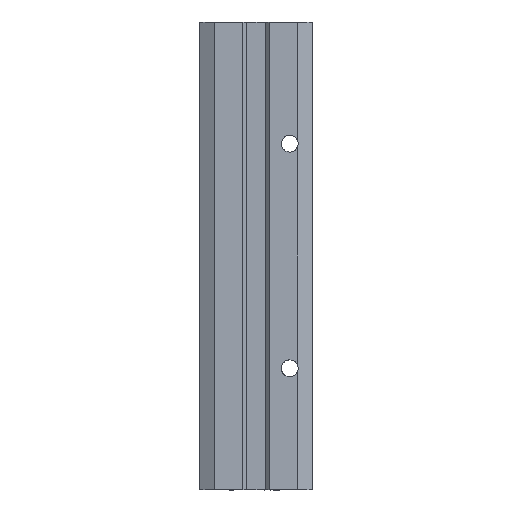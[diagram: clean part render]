
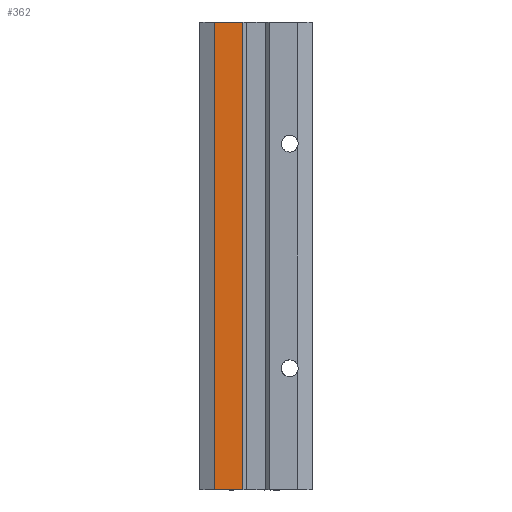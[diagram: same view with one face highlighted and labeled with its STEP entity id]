
A CAD part, left-side view. The second image highlights one B-rep face of the part: STEP entity #362.
In plain terms, the highlighted planar face has unit normal (-1, 0, 0).
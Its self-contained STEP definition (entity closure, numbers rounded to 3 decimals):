
#118 = CARTESIAN_POINT ( 'NONE',  ( -9., 18.5, -125. ) ) ;
#362 = ADVANCED_FACE ( 'NONE', ( #2431 ), #1860, .T. ) ;
#451 = VERTEX_POINT ( 'NONE', #2384 ) ;
#487 = EDGE_CURVE ( 'NONE', #451, #5129, #5821, .T. ) ;
#542 = ORIENTED_EDGE ( 'NONE', *, *, #487, .F. ) ;
#745 = VERTEX_POINT ( 'NONE', #4891 ) ;
#1382 = CARTESIAN_POINT ( 'NONE',  ( -9., 26.103, -125. ) ) ;
#1394 = EDGE_LOOP ( 'NONE', ( #2807, #3116, #542, #1712 ) ) ;
#1471 = CARTESIAN_POINT ( 'NONE',  ( -9., 28.257, 0. ) ) ;
#1712 = ORIENTED_EDGE ( 'NONE', *, *, #2241, .F. ) ;
#1783 = LINE ( 'NONE', #4915, #5381 ) ;
#1860 = PLANE ( 'NONE',  #4318 ) ;
#2079 = LINE ( 'NONE', #1382, #5083 ) ;
#2241 = EDGE_CURVE ( 'NONE', #745, #451, #2079, .T. ) ;
#2325 = DIRECTION ( 'NONE',  ( 0., 0., 1. ) ) ;
#2384 = CARTESIAN_POINT ( 'NONE',  ( -9., 26.103, 0. ) ) ;
#2431 = FACE_OUTER_BOUND ( 'NONE', #1394, .T. ) ;
#2702 = EDGE_CURVE ( 'NONE', #745, #5368, #1783, .T. ) ;
#2807 = ORIENTED_EDGE ( 'NONE', *, *, #2702, .T. ) ;
#2875 = DIRECTION ( 'NONE',  ( 0., 0., 1. ) ) ;
#3116 = ORIENTED_EDGE ( 'NONE', *, *, #3445, .T. ) ;
#3331 = VECTOR ( 'NONE', #4757, 1000. ) ;
#3445 = EDGE_CURVE ( 'NONE', #5368, #5129, #5327, .T. ) ;
#3741 = DIRECTION ( 'NONE',  ( -1., 0., 0. ) ) ;
#4003 = DIRECTION ( 'NONE',  ( 0., 0., 1. ) ) ;
#4318 = AXIS2_PLACEMENT_3D ( 'NONE', #5142, #3741, #2325 ) ;
#4757 = DIRECTION ( 'NONE',  ( 0., -1., 0. ) ) ;
#4891 = CARTESIAN_POINT ( 'NONE',  ( -9., 26.103, -125. ) ) ;
#4915 = CARTESIAN_POINT ( 'NONE',  ( -9., 28.257, -125. ) ) ;
#5083 = VECTOR ( 'NONE', #2875, 1000. ) ;
#5129 = VERTEX_POINT ( 'NONE', #5740 ) ;
#5142 = CARTESIAN_POINT ( 'NONE',  ( -9., 18.5, -125. ) ) ;
#5327 = LINE ( 'NONE', #5389, #5546 ) ;
#5368 = VERTEX_POINT ( 'NONE', #118 ) ;
#5381 = VECTOR ( 'NONE', #5489, 1000. ) ;
#5389 = CARTESIAN_POINT ( 'NONE',  ( -9., 18.5, -125. ) ) ;
#5489 = DIRECTION ( 'NONE',  ( 0., -1., 0. ) ) ;
#5546 = VECTOR ( 'NONE', #4003, 1000. ) ;
#5740 = CARTESIAN_POINT ( 'NONE',  ( -9., 18.5, 0. ) ) ;
#5821 = LINE ( 'NONE', #1471, #3331 ) ;
